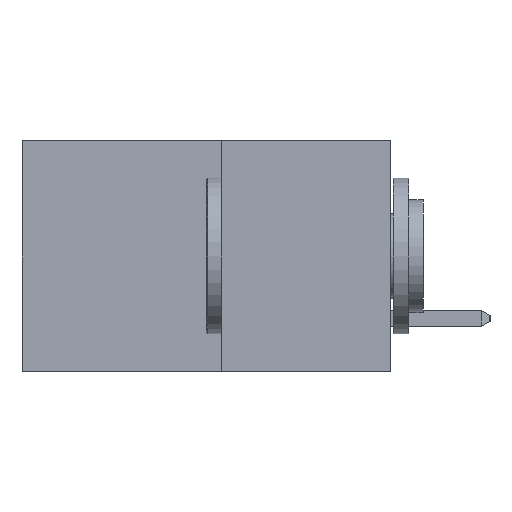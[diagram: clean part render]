
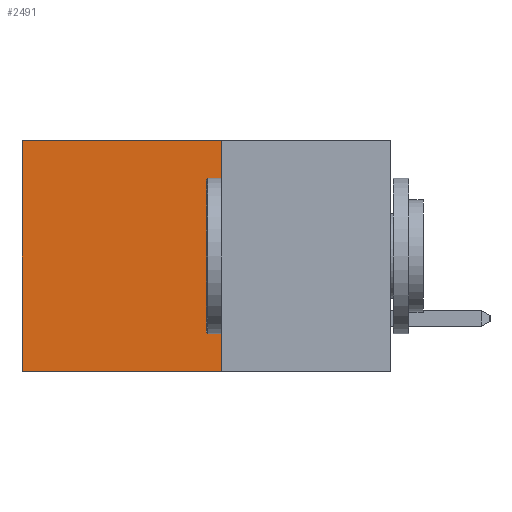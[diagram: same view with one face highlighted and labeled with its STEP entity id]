
A CAD part, left-side view. The second image highlights one B-rep face of the part: STEP entity #2491.
In plain terms, the highlighted planar face has unit normal (-1, 0, 0).
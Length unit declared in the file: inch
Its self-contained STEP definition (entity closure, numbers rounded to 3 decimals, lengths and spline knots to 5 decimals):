
#82 = CARTESIAN_POINT ( 'NONE',  ( 0.277, 0.27, -0.37 ) ) ;
#145 = CARTESIAN_POINT ( 'NONE',  ( 0.277, 0.59, 0. ) ) ;
#521 = FACE_OUTER_BOUND ( 'NONE', #7256, .T. ) ;
#592 = CARTESIAN_POINT ( 'NONE',  ( 0.277, 0.27, -0.37 ) ) ;
#672 = AXIS2_PLACEMENT_3D ( 'NONE', #592, #4505, #4421 ) ;
#1037 = CARTESIAN_POINT ( 'NONE',  ( 0.277, 0.27, 0. ) ) ;
#1075 = VECTOR ( 'NONE', #1889, 39.37008 ) ;
#1619 = DIRECTION ( 'NONE',  ( 0., 0., -1. ) ) ;
#1635 = CARTESIAN_POINT ( 'NONE',  ( 0.277, 0.27, -0.37 ) ) ;
#1757 = EDGE_CURVE ( 'NONE', #2736, #2427, #8336, .T. ) ;
#1844 = EDGE_CURVE ( 'NONE', #4556, #2427, #7758, .T. ) ;
#1880 = VECTOR ( 'NONE', #1619, 39.37008 ) ;
#1889 = DIRECTION ( 'NONE',  ( 0., 1., 0. ) ) ;
#2093 = LINE ( 'NONE', #1635, #1880 ) ;
#2427 = VERTEX_POINT ( 'NONE', #3621 ) ;
#2449 = LINE ( 'NONE', #1037, #4449 ) ;
#2491 = ADVANCED_FACE ( 'NONE', ( #521 ), #8235, .F. ) ;
#2626 = VERTEX_POINT ( 'NONE', #4934 ) ;
#2736 = VERTEX_POINT ( 'NONE', #3000 ) ;
#3000 = CARTESIAN_POINT ( 'NONE',  ( 0.277, 0.27, -0.37 ) ) ;
#3490 = EDGE_CURVE ( 'NONE', #2626, #4556, #2449, .T. ) ;
#3621 = CARTESIAN_POINT ( 'NONE',  ( 0.277, 0.59, -0.37 ) ) ;
#3781 = DIRECTION ( 'NONE',  ( 0., 1., 0. ) ) ;
#4421 = DIRECTION ( 'NONE',  ( 0., 0., -1. ) ) ;
#4449 = VECTOR ( 'NONE', #3781, 39.37008 ) ;
#4505 = DIRECTION ( 'NONE',  ( 1., 0., 0. ) ) ;
#4556 = VERTEX_POINT ( 'NONE', #145 ) ;
#4934 = CARTESIAN_POINT ( 'NONE',  ( 0.277, 0.27, 0. ) ) ;
#5175 = EDGE_CURVE ( 'NONE', #2626, #2736, #2093, .T. ) ;
#5615 = VECTOR ( 'NONE', #6386, 39.37008 ) ;
#5895 = CARTESIAN_POINT ( 'NONE',  ( 0.277, 0.59, -0.37 ) ) ;
#6386 = DIRECTION ( 'NONE',  ( 0., 0., -1. ) ) ;
#6905 = ORIENTED_EDGE ( 'NONE', *, *, #1844, .T. ) ;
#7014 = ORIENTED_EDGE ( 'NONE', *, *, #1757, .F. ) ;
#7256 = EDGE_LOOP ( 'NONE', ( #6905, #7014, #7405, #8076 ) ) ;
#7405 = ORIENTED_EDGE ( 'NONE', *, *, #5175, .F. ) ;
#7758 = LINE ( 'NONE', #5895, #5615 ) ;
#8076 = ORIENTED_EDGE ( 'NONE', *, *, #3490, .T. ) ;
#8235 = PLANE ( 'NONE',  #672 ) ;
#8336 = LINE ( 'NONE', #82, #1075 ) ;
